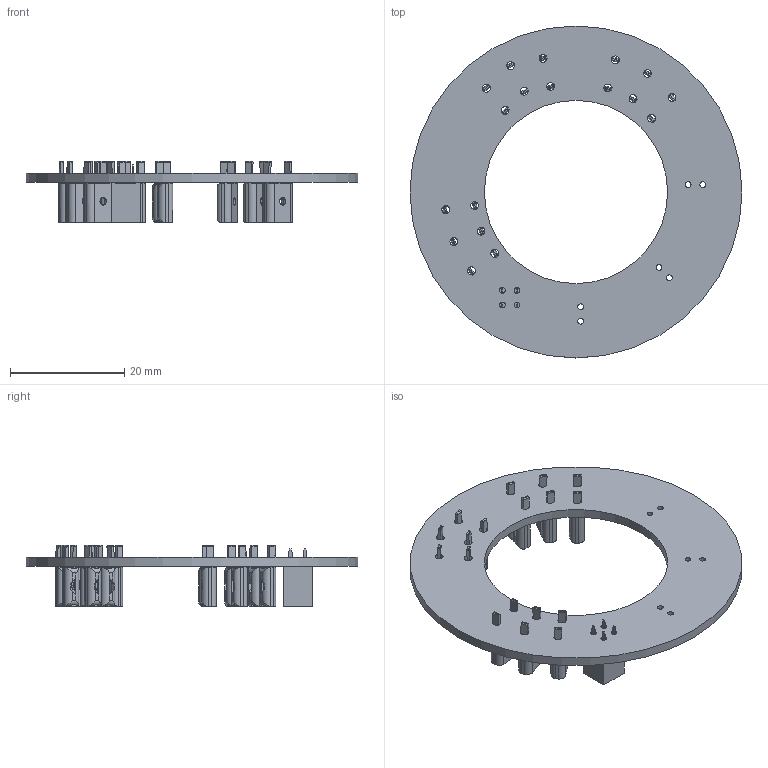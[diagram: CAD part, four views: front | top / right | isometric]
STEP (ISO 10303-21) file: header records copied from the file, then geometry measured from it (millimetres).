
FILE_DESCRIPTION(('KiCad electronic assembly'),'2;1');
FILE_NAME('_____ _______.step','2023-12-07T01:39:08',('Pcbnew'),('Kicad' ),'Open CASCADE STEP processor 7.6','KiCad to STEP converter', 'Unknown');
FILE_SCHEMA(('AUTOMOTIVE_DESIGN { 1 0 10303 214 1 1 1 1 }'));
Length unit declared in the file: millimetre
Products named in the file (6): _____ _______ 1; doc_2023-12-07_01-29-29.187 x .030 Quick-Fit terminal; SOLID; PinSocket_2x02_P2.54mm_Vertical; ÐÐ»Ð°ÑÐ° Ð¾Ð±Ð¼Ð¾ÑÐ¾Ðº PCB
Assembly tree (13 placements, depth 3):
  _____ _______ 1
    doc_2023-12-07_01-29-29.187 x .030 Quick-Fit terminal  x9
      SOLID
    PinSocket_2x02_P2.54mm_Vertical
      SOLID
    ÐÐ»Ð°ÑÐ° Ð¾Ð±Ð¼Ð¾ÑÐ¾Ðº PCB
Bounding box: 58 x 58 x 10.74 mm (x, y, z)
Volume: 3424.9 mm3; surface area: 6575.9 mm2
Topology: 11 solids, 11 shells, 769 faces, 1991 edges, 1247 vertices
Faces by surface type: plane 505, cylinder 264
Full cylindrical faces by diameter (mm): 1 x10, 1.37 x18, 32 x1, 58 x1
Entity records: 17518 total; most frequent: CARTESIAN_POINT 4071, DIRECTION 2292, LINE 1561, VECTOR 1561, ORIENTED_EDGE 1214, PCURVE 1214, DEFINITIONAL_REPRESENTATION 1214, EDGE_CURVE 607
